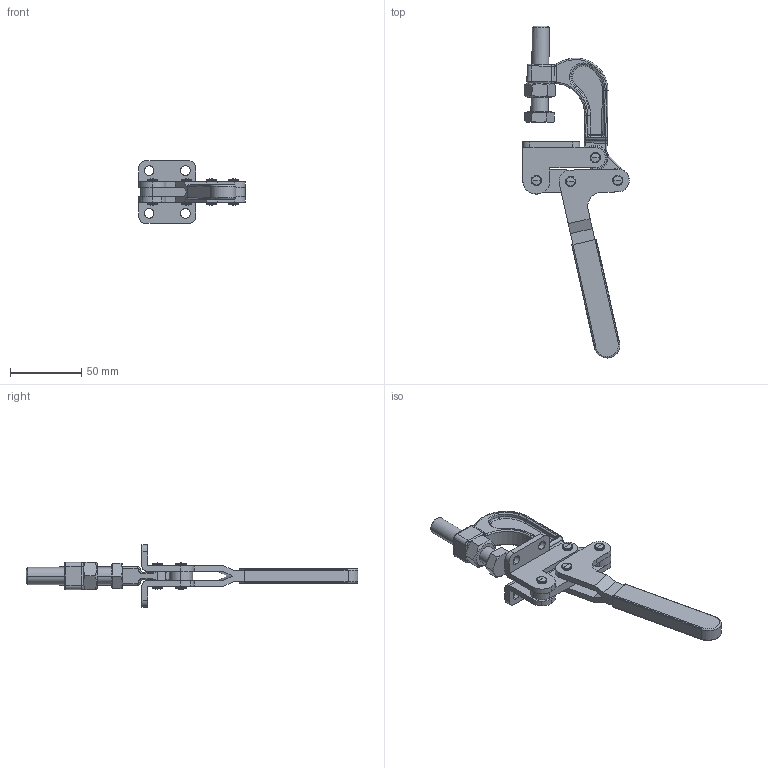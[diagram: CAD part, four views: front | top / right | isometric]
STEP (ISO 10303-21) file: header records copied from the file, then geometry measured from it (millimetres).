
FILE_DESCRIPTION((''),'2;1');
FILE_NAME('MR9.stp','2009-11-06T11:36:39',('David'),(''),'Autodesk Inventor 8','Autodesk Inventor 8','');
FILE_SCHEMA(('AUTOMOTIVE_DESIGN { 1 0 10303 214 1 1 1 1 }'));
Length unit declared in the file: millimetre
Products named in the file (7): MR9; MR9 SIDEPLATE ASSEMBLY; MR9 HANDLE ASSEMBLY; MR9 LINK ASSEMBLY; MR9 BODY; ISO 4017  (Regular Thread) M12 x 60; DIN 934 - M12
Assembly tree (6 placements, depth 2):
  MR9
    MR9 SIDEPLATE ASSEMBLY
    MR9 HANDLE ASSEMBLY
    MR9 LINK ASSEMBLY
    MR9 BODY
    ISO 4017  (Regular Thread) M12 x 60
    DIN 934 - M12
Bounding box: 74.61 x 232.85 x 44 mm (x, y, z)
Volume: 72663.6 mm3; surface area: 35643.1 mm2
Topology: 6 solids, 6 shells, 437 faces, 1078 edges, 641 vertices
Faces by surface type: cylinder 156, plane 90, bspline 73, torus 68, cone 42, sphere 8
Entity records: 17046 total; most frequent: CARTESIAN_POINT 6716, DIRECTION 2278, ORIENTED_EDGE 2104, EDGE_CURVE 1052, AXIS2_PLACEMENT_3D 958, VERTEX_POINT 641, CIRCLE 577, EDGE_LOOP 477
